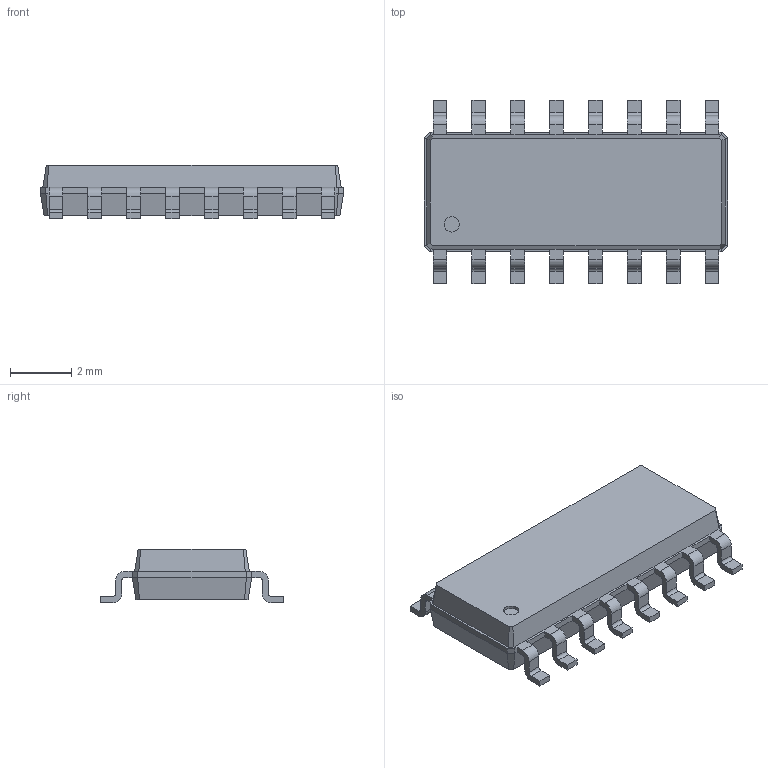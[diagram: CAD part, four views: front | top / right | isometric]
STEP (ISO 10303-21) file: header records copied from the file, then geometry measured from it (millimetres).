
FILE_DESCRIPTION(('FreeCAD Model'),'2;1');
FILE_NAME('soic_16_39x99_p127.step', '2016-10-11T15:23:47',('Author'),(''), 'Open CASCADE STEP processor 6.8','FreeCAD','Unknown');
FILE_SCHEMA(('AUTOMOTIVE_DESIGN_CC2 { 1 2 10303 214 -1 1 5 4 }'));
Length unit declared in the file: millimetre
Products named in the file (2): ASSEMBLY; soic_16_39x99_p127
Assembly tree (1 placements, depth 2):
  ASSEMBLY
    soic_16_39x99_p127
Bounding box: 9.9 x 6 x 1.75 mm (x, y, z)
Volume: 62.3 mm3; surface area: 151 mm2
Topology: 1 solids, 1 shells, 276 faces, 731 edges, 458 vertices
Faces by surface type: plane 171, cylinder 65, bspline 40
Full cylindrical faces by diameter (mm): 0.5 x1
Entity records: 19920 total; most frequent: CARTESIAN_POINT 3617, DIRECTION 2583, LINE 1781, VECTOR 1781, ORIENTED_EDGE 1462, PCURVE 1462, DEFINITIONAL_REPRESENTATION 1462, EDGE_CURVE 731
